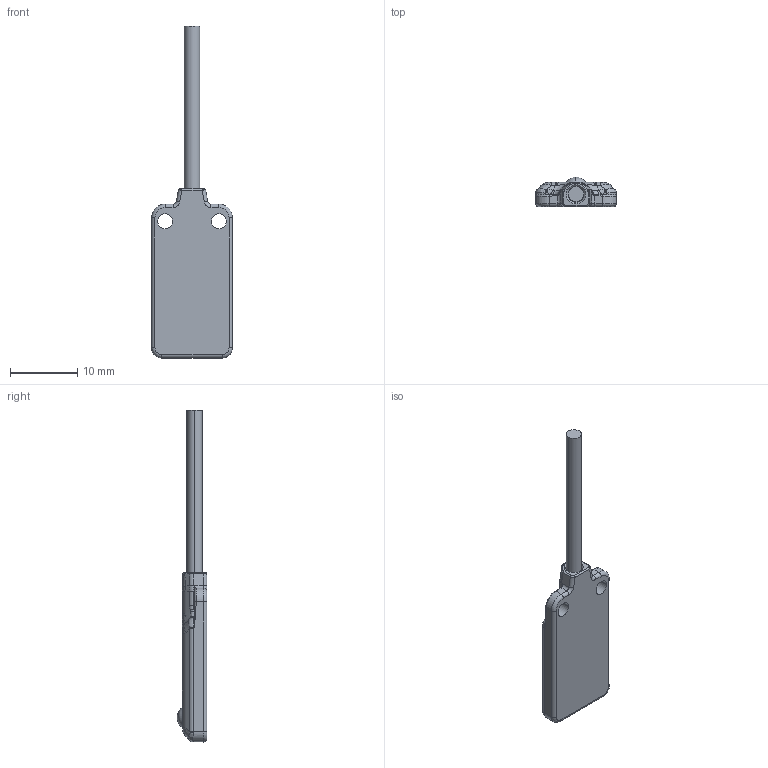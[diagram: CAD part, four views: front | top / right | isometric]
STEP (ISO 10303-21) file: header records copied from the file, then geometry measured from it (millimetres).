
FILE_DESCRIPTION((''),'2;1');
FILE_NAME('149855_SW','2010-05-07T',('banengservice'),('BANNER ENGINEERING'),'PRO/ENGINEER BY PARAMETRIC TECHNOLOGY CORPORATION, 2009141','PRO/ENGINEER BY PARAMETRIC TECHNOLOGY CORPORATION, 2009141','');
FILE_SCHEMA(('CONFIG_CONTROL_DESIGN'));
Length unit declared in the file: inch
Products named in the file (1): 149855_SW
Bounding box: 11.99 x 4.39 x 49.23 mm (x, y, z)
Volume: 984.1 mm3; surface area: 958.9 mm2
Topology: 1 solids, 2 shells, 182 faces, 435 edges, 253 vertices
Faces by surface type: cylinder 59, bspline 50, plane 41, cone 20, torus 10, sphere 2
Entity records: 7449 total; most frequent: CARTESIAN_POINT 3552, ORIENTED_EDGE 858, DIRECTION 737, EDGE_CURVE 429, AXIS2_PLACEMENT_3D 286, VERTEX_POINT 253, EDGE_LOOP 188, FACE_OUTER_BOUND 182
